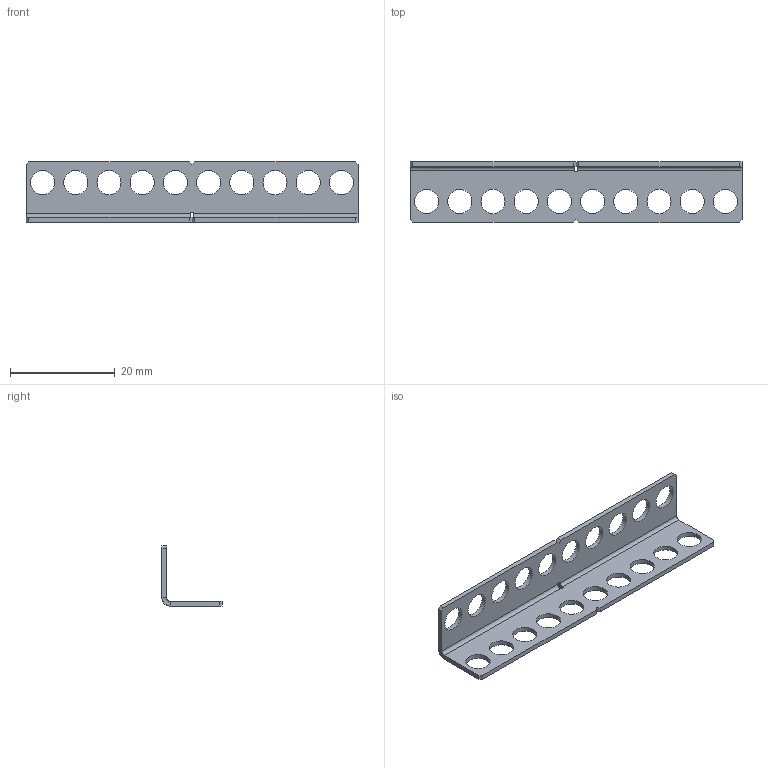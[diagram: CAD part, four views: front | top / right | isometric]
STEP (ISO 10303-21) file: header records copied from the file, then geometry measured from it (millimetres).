
FILE_DESCRIPTION(/* description */ (''),/* implementation_level */ '2;1');
FILE_NAME(/* name */ 'Quarter-Inch Pitch Angle, 1x1x10 holes.ipt.step',/* time_stamp */ '2020-04-16T23:17:32-04:00',/* author */ ('Jordan'),/* organization */ (''),/* preprocessor_version */ 'ST-DEVELOPER v17',/* originating_system */ 'Autodesk Inventor 2019',/* authorisation */ '');
FILE_SCHEMA (('AUTOMOTIVE_DESIGN { 1 0 10303 214 3 1 1 }'));
Length unit declared in the file: inch
Products named in the file (1): VM-ANGLE-11-10 RevA
Bounding box: 63.5 x 11.48 x 11.48 mm (x, y, z)
Volume: 943.6 mm3; surface area: 2489.6 mm2
Topology: 1 solids, 1 shells, 54 faces, 186 edges, 132 vertices
Faces by surface type: cylinder 26, plane 24, bspline 4
Full cylindrical faces by diameter (mm): 4.623 x20
Entity records: 2243 total; most frequent: CARTESIAN_POINT 401, DIRECTION 388, ORIENTED_EDGE 372, EDGE_CURVE 186, AXIS2_PLACEMENT_3D 151, VERTEX_POINT 132, CIRCLE 96, EDGE_LOOP 94
